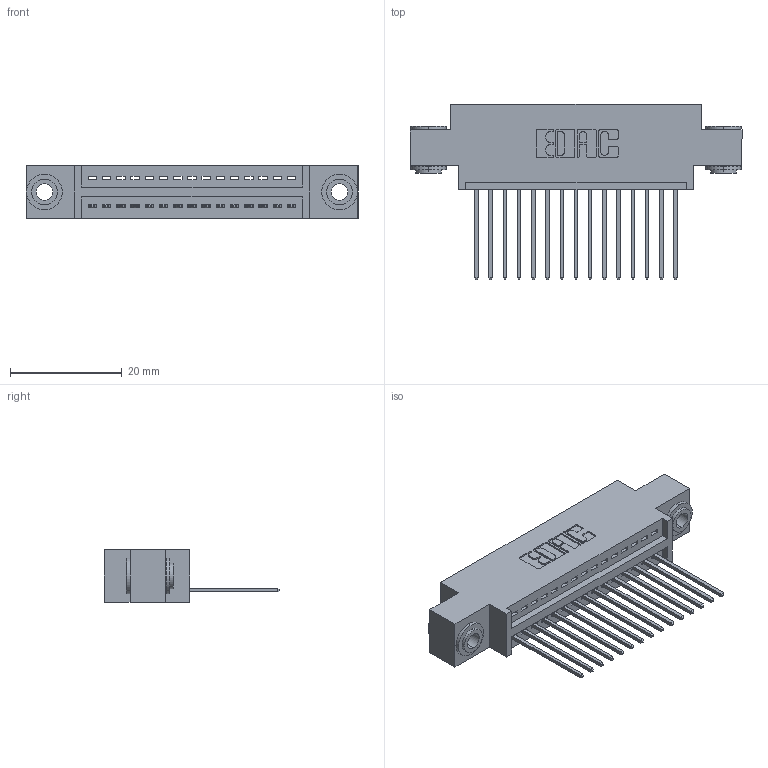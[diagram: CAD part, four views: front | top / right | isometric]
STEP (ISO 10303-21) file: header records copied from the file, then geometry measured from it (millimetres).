
FILE_DESCRIPTION (( 'STEP AP203' ), '1' );
FILE_NAME ('345-015-542-603.STEP', '2019-10-04T12:36:28', ( '' ), ( '' ), 'SwSTEP 2.0', 'SolidWorks 2016', '' );
FILE_SCHEMA (( 'CONFIG_CONTROL_DESIGN' ));
Length unit declared in the file: inch
Products named in the file (4): 345-250-002_345-250-002-102; 345 Part_0.170 Offset - 0.156 Dia-TH; 345-292-001_345-293-142; 345-015-542-603
Assembly tree (18 placements, depth 2):
  345-015-542-603
    345 Part_0.170 Offset - 0.156 Dia-TH
    345-292-001_345-293-142  x15
    345-250-002_345-250-002-102  x2
Bounding box: 59.31 x 31.29 x 9.4 mm (x, y, z)
Volume: 5351.4 mm3; surface area: 7296.7 mm2
Topology: 18 solids, 18 shells, 1038 faces, 3069 edges, 2022 vertices
Faces by surface type: plane 694, cylinder 336, cone 8
Entity records: 15724 total; most frequent: CARTESIAN_POINT 2704, ORIENTED_EDGE 2646, DIRECTION 2431, EDGE_CURVE 1323, VECTOR 1107, LINE 1107, VERTEX_POINT 878, AXIS2_PLACEMENT_3D 662
